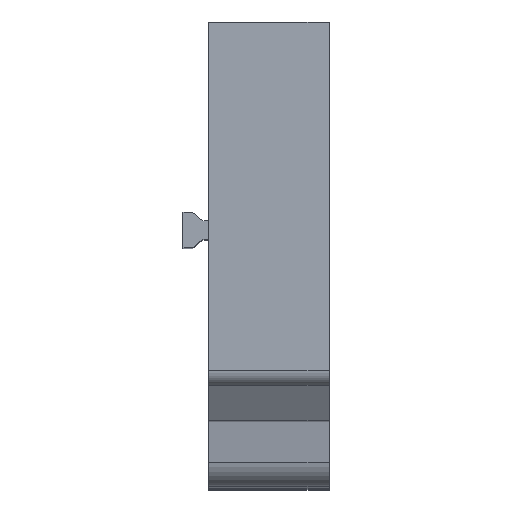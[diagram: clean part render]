
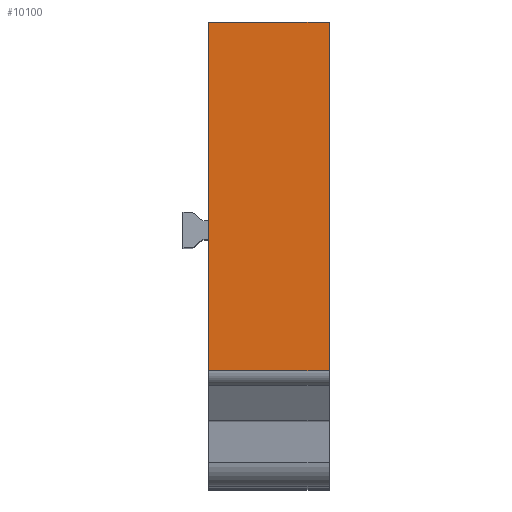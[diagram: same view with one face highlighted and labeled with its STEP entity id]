
A CAD part, top view. The second image highlights one B-rep face of the part: STEP entity #10100.
In plain terms, the highlighted face is planar.
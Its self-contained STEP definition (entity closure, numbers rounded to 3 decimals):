
#1920=CARTESIAN_POINT('',(86.195,41.542,-4.));
#1930=VERTEX_POINT('',#1920);
#1960=CARTESIAN_POINT('',(-12.619,41.542,-4.));
#1970=DIRECTION('',(1.,0.,0.));
#1980=VECTOR('',#1970,1.);
#1990=LINE('',#1960,#1980);
#2000=CARTESIAN_POINT('',(74.608,41.542,-4.));
#2010=VERTEX_POINT('',#2000);
#2020=EDGE_CURVE('',#2010,#1930,#1990,.T.);
#9620=CARTESIAN_POINT('',(74.608,41.542,0.));
#9630=DIRECTION('',(0.,0.,-1.));
#9640=VECTOR('',#9630,1.);
#9650=LINE('',#9620,#9640);
#9660=CARTESIAN_POINT('',(74.608,41.542,0.));
#9670=VERTEX_POINT('',#9660);
#9680=EDGE_CURVE('',#9670,#2010,#9650,.T.);
#9870=CARTESIAN_POINT('',(84.67,41.542,0.));
#9880=DIRECTION('',(-0.,1.,0.));
#9890=DIRECTION('',(1.,0.,0.));
#9900=AXIS2_PLACEMENT_3D('',#9870,#9880,#9890);
#9910=PLANE('',#9900);
#9920=ORIENTED_EDGE('',*,*,#9680,.F.);
#9930=ORIENTED_EDGE('',*,*,#2020,.F.);
#9940=CARTESIAN_POINT('',(86.195,41.542,0.));
#9950=DIRECTION('',(0.,0.,-1.));
#9960=VECTOR('',#9950,1.);
#9970=LINE('',#9940,#9960);
#9980=CARTESIAN_POINT('',(86.195,41.542,0.));
#9990=VERTEX_POINT('',#9980);
#10000=EDGE_CURVE('',#9990,#1930,#9970,.T.);
#10010=ORIENTED_EDGE('',*,*,#10000,.T.);
#10020=CARTESIAN_POINT('',(-12.619,41.542,0.));
#10030=DIRECTION('',(-1.,0.,0.));
#10040=VECTOR('',#10030,1.);
#10050=LINE('',#10020,#10040);
#10060=EDGE_CURVE('',#9990,#9670,#10050,.T.);
#10070=ORIENTED_EDGE('',*,*,#10060,.F.);
#10080=EDGE_LOOP('',(#10070,#10010,#9930,#9920));
#10090=FACE_OUTER_BOUND('',#10080,.T.);
#10100=ADVANCED_FACE('',(#10090),#9910,.T.);
